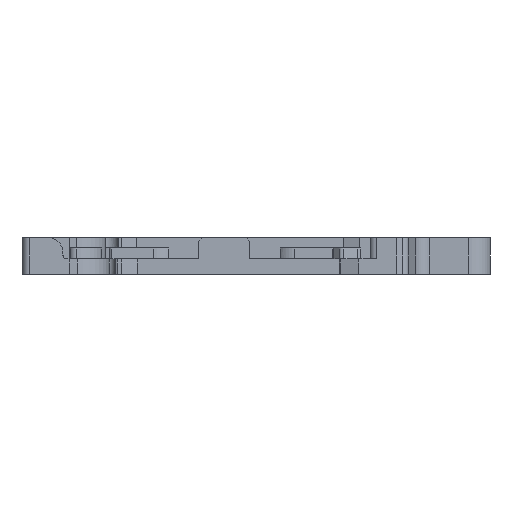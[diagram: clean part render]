
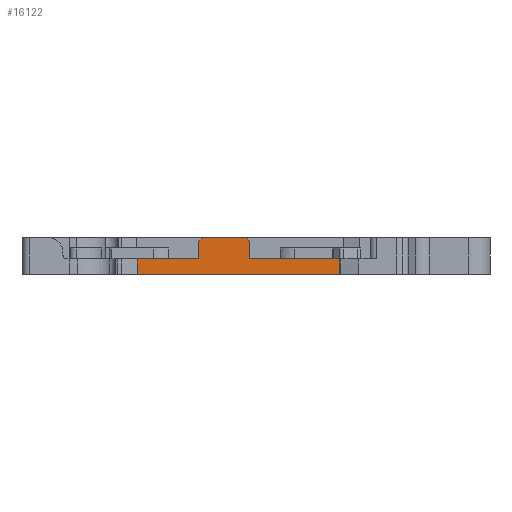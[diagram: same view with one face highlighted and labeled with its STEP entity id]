
A CAD part, front view. The second image highlights one B-rep face of the part: STEP entity #16122.
In plain terms, the highlighted planar face has unit normal (0, -1, 0).
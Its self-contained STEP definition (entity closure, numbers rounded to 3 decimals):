
#92 = LINE ( 'NONE', #8120, #18223 ) ;
#156 = ORIENTED_EDGE ( 'NONE', *, *, #10343, .F. ) ;
#164 = CARTESIAN_POINT ( 'NONE',  ( 211.865, 131.123, 2.1 ) ) ;
#203 = CARTESIAN_POINT ( 'NONE',  ( 217.155, 131.123, 0. ) ) ;
#358 = CARTESIAN_POINT ( 'NONE',  ( 203.746, 131.123, 5. ) ) ;
#467 = CARTESIAN_POINT ( 'NONE',  ( 197.255, 131.123, 5. ) ) ;
#536 = CARTESIAN_POINT ( 'NONE',  ( 209.19, 131.123, 2.1 ) ) ;
#557 = CARTESIAN_POINT ( 'NONE',  ( 217.155, 131.123, 5. ) ) ;
#698 = CARTESIAN_POINT ( 'NONE',  ( 204.246, 131.123, 4.5 ) ) ;
#739 = CARTESIAN_POINT ( 'NONE',  ( 211.865, 131.123, 2.1 ) ) ;
#796 = DIRECTION ( 'NONE',  ( 1., 0., 0. ) ) ;
#1526 = DIRECTION ( 'NONE',  ( 1., 0., 0. ) ) ;
#1545 = VECTOR ( 'NONE', #2475, 1000. ) ;
#1602 = DIRECTION ( 'NONE',  ( 1., 0., 0. ) ) ;
#1931 = DIRECTION ( 'NONE',  ( 0., 0., -1. ) ) ;
#1967 = CARTESIAN_POINT ( 'NONE',  ( 197.255, 131.123, 2.1 ) ) ;
#1991 = DIRECTION ( 'NONE',  ( 0., 0., -1. ) ) ;
#2209 = EDGE_CURVE ( 'NONE', #4803, #12420, #12985, .T. ) ;
#2394 = EDGE_LOOP ( 'NONE', ( #156, #4787, #16237, #5835, #16734, #14820, #17264, #15758, #4747, #17515, #2668, #3966, #12345 ) ) ;
#2475 = DIRECTION ( 'NONE',  ( 0., 0., -1. ) ) ;
#2668 = ORIENTED_EDGE ( 'NONE', *, *, #17661, .F. ) ;
#3121 = CARTESIAN_POINT ( 'NONE',  ( 188.829, 131.123, 2.1 ) ) ;
#3382 = CARTESIAN_POINT ( 'NONE',  ( 211.865, 131.123, 2.1 ) ) ;
#3966 = ORIENTED_EDGE ( 'NONE', *, *, #12511, .F. ) ;
#4017 = EDGE_CURVE ( 'NONE', #13222, #8646, #16948, .T. ) ;
#4176 = VECTOR ( 'NONE', #13665, 1000. ) ;
#4747 = ORIENTED_EDGE ( 'NONE', *, *, #4017, .T. ) ;
#4787 = ORIENTED_EDGE ( 'NONE', *, *, #16919, .T. ) ;
#4803 = VERTEX_POINT ( 'NONE', #3121 ) ;
#4941 = EDGE_CURVE ( 'NONE', #13622, #10904, #11344, .T. ) ;
#5291 = LINE ( 'NONE', #557, #12526 ) ;
#5561 = CARTESIAN_POINT ( 'NONE',  ( 188.829, 131.123, 2.1 ) ) ;
#5766 = LINE ( 'NONE', #12010, #16725 ) ;
#5831 = VERTEX_POINT ( 'NONE', #9533 ) ;
#5835 = ORIENTED_EDGE ( 'NONE', *, *, #4941, .T. ) ;
#6014 = LINE ( 'NONE', #739, #4176 ) ;
#6498 = VERTEX_POINT ( 'NONE', #1967 ) ;
#6620 = CARTESIAN_POINT ( 'NONE',  ( 188.829, 131.123, 0. ) ) ;
#6770 = DIRECTION ( 'NONE',  ( 0., 1., 0. ) ) ;
#6849 = VERTEX_POINT ( 'NONE', #7257 ) ;
#7095 = VERTEX_POINT ( 'NONE', #536 ) ;
#7257 = CARTESIAN_POINT ( 'NONE',  ( 204.246, 131.123, 2.1 ) ) ;
#7537 = CARTESIAN_POINT ( 'NONE',  ( 203.746, 131.123, 5. ) ) ;
#7580 = EDGE_CURVE ( 'NONE', #6849, #7095, #9006, .T. ) ;
#7682 = DIRECTION ( 'NONE',  ( 1., 0., 0. ) ) ;
#8120 = CARTESIAN_POINT ( 'NONE',  ( 211.865, 131.123, 2.1 ) ) ;
#8440 = FACE_OUTER_BOUND ( 'NONE', #2394, .T. ) ;
#8492 = CARTESIAN_POINT ( 'NONE',  ( 188.829, 131.123, 0.7 ) ) ;
#8646 = VERTEX_POINT ( 'NONE', #203 ) ;
#9006 = LINE ( 'NONE', #10191, #16565 ) ;
#9137 = CARTESIAN_POINT ( 'NONE',  ( 192.31, 131.123, 2.1 ) ) ;
#9175 = VECTOR ( 'NONE', #12101, 1000. ) ;
#9347 = CARTESIAN_POINT ( 'NONE',  ( 197.755, 131.123, 5. ) ) ;
#9501 = VECTOR ( 'NONE', #13312, 1000. ) ;
#9533 = CARTESIAN_POINT ( 'NONE',  ( 216.463, 131.123, 2.1 ) ) ;
#9621 = PLANE ( 'NONE',  #15150 ) ;
#9705 = VECTOR ( 'NONE', #7682, 1000. ) ;
#10191 = CARTESIAN_POINT ( 'NONE',  ( 211.865, 131.123, 2.1 ) ) ;
#10343 = EDGE_CURVE ( 'NONE', #12027, #6849, #13019, .T. ) ;
#10391 = LINE ( 'NONE', #7537, #9501 ) ;
#10413 = EDGE_CURVE ( 'NONE', #4803, #13222, #17651, .T. ) ;
#10474 = VECTOR ( 'NONE', #1602, 1000. ) ;
#10620 = EDGE_CURVE ( 'NONE', #10904, #6498, #5766, .T. ) ;
#10636 = EDGE_CURVE ( 'NONE', #15442, #8646, #5291, .T. ) ;
#10904 = VERTEX_POINT ( 'NONE', #14158 ) ;
#11344 = LINE ( 'NONE', #9347, #15140 ) ;
#12010 = CARTESIAN_POINT ( 'NONE',  ( 197.255, 131.123, 12.062 ) ) ;
#12027 = VERTEX_POINT ( 'NONE', #698 ) ;
#12101 = DIRECTION ( 'NONE',  ( 1., 0., 0. ) ) ;
#12345 = ORIENTED_EDGE ( 'NONE', *, *, #7580, .F. ) ;
#12420 = VERTEX_POINT ( 'NONE', #9137 ) ;
#12511 = EDGE_CURVE ( 'NONE', #7095, #5831, #6014, .T. ) ;
#12526 = VECTOR ( 'NONE', #1991, 1000. ) ;
#12985 = LINE ( 'NONE', #3382, #9175 ) ;
#13019 = LINE ( 'NONE', #18229, #1545 ) ;
#13194 = VECTOR ( 'NONE', #796, 1000. ) ;
#13217 = CARTESIAN_POINT ( 'NONE',  ( 217.155, 131.123, 2.1 ) ) ;
#13222 = VERTEX_POINT ( 'NONE', #6620 ) ;
#13312 = DIRECTION ( 'NONE',  ( -0.707, 0., 0.707 ) ) ;
#13622 = VERTEX_POINT ( 'NONE', #17869 ) ;
#13665 = DIRECTION ( 'NONE',  ( 1., 0., 0. ) ) ;
#13952 = LINE ( 'NONE', #467, #9705 ) ;
#14158 = CARTESIAN_POINT ( 'NONE',  ( 197.255, 131.123, 4.5 ) ) ;
#14177 = CARTESIAN_POINT ( 'NONE',  ( 188.829, 131.123, 1.4 ) ) ;
#14820 = ORIENTED_EDGE ( 'NONE', *, *, #15787, .F. ) ;
#15140 = VECTOR ( 'NONE', #17879, 1000. ) ;
#15150 = AXIS2_PLACEMENT_3D ( 'NONE', #15368, #6770, #16785 ) ;
#15368 = CARTESIAN_POINT ( 'NONE',  ( 211.865, 131.123, 5. ) ) ;
#15442 = VERTEX_POINT ( 'NONE', #13217 ) ;
#15758 = ORIENTED_EDGE ( 'NONE', *, *, #10413, .T. ) ;
#15787 = EDGE_CURVE ( 'NONE', #12420, #6498, #18074, .T. ) ;
#15863 = VERTEX_POINT ( 'NONE', #358 ) ;
#16122 = ADVANCED_FACE ( 'NONE', ( #8440 ), #9621, .F. ) ;
#16237 = ORIENTED_EDGE ( 'NONE', *, *, #18014, .F. ) ;
#16379 = DIRECTION ( 'NONE',  ( 1., 0., 0. ) ) ;
#16524 = CARTESIAN_POINT ( 'NONE',  ( 211.865, 131.123, 0. ) ) ;
#16565 = VECTOR ( 'NONE', #1526, 1000. ) ;
#16725 = VECTOR ( 'NONE', #1931, 1000. ) ;
#16734 = ORIENTED_EDGE ( 'NONE', *, *, #10620, .T. ) ;
#16785 = DIRECTION ( 'NONE',  ( -1., 0., 0. ) ) ;
#16919 = EDGE_CURVE ( 'NONE', #12027, #15863, #10391, .T. ) ;
#16948 = LINE ( 'NONE', #16524, #13194 ) ;
#17264 = ORIENTED_EDGE ( 'NONE', *, *, #2209, .F. ) ;
#17515 = ORIENTED_EDGE ( 'NONE', *, *, #10636, .F. ) ;
#17651 = B_SPLINE_CURVE_WITH_KNOTS ( 'NONE', 3,
 ( #5561, #14177, #8492, #18488 ),
 .UNSPECIFIED., .F., .F.,
 ( 4, 4 ),
 ( 0., 1. ),
 .UNSPECIFIED. ) ;
#17661 = EDGE_CURVE ( 'NONE', #5831, #15442, #92, .T. ) ;
#17869 = CARTESIAN_POINT ( 'NONE',  ( 197.755, 131.123, 5. ) ) ;
#17879 = DIRECTION ( 'NONE',  ( -0.707, 0., -0.707 ) ) ;
#18014 = EDGE_CURVE ( 'NONE', #13622, #15863, #13952, .T. ) ;
#18074 = LINE ( 'NONE', #164, #10474 ) ;
#18223 = VECTOR ( 'NONE', #16379, 1000. ) ;
#18229 = CARTESIAN_POINT ( 'NONE',  ( 204.246, 131.123, 12.062 ) ) ;
#18488 = CARTESIAN_POINT ( 'NONE',  ( 188.829, 131.123, 0. ) ) ;
